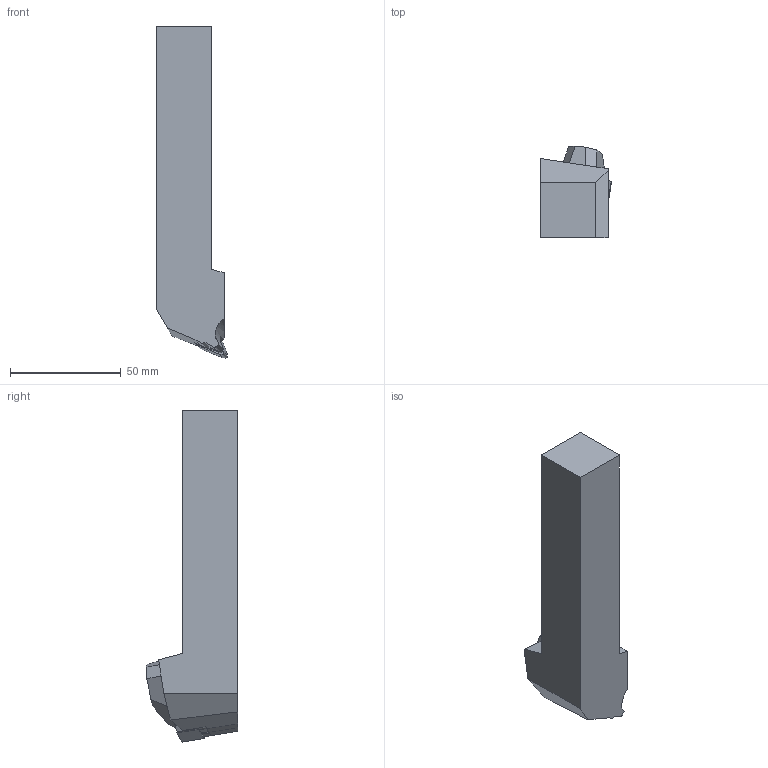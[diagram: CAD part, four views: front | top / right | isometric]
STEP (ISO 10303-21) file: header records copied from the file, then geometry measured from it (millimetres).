
FILE_DESCRIPTION(('CATIA V5 STEP Exchange','CAx-IF Rec.Pracs.--- Model Styling and Organization---1.2---2011-12-15'),'2;1');
FILE_NAME('[STPL] TZQNL 2525 M1410.stp','2019-09-05T06:37:34+00:00',('none'),('none'),'CATIA Version 5 Release 21 SP 5 (IN-10)','CATIA V5 STEP AP214','none');
FILE_SCHEMA(('AUTOMOTIVE_DESIGN { 1 0 10303 214 1 1 1 1 }'));
Length unit declared in the file: millimetre
Products named in the file (1): 630974471_0 Assembly [STP] TZQNL 2525 M1410
Bounding box: 32.04 x 41.52 x 150.04 mm (x, y, z)
Volume: 99875.9 mm3; surface area: 18885.9 mm2
Topology: 2 solids, 2 shells, 81 faces, 234 edges, 159 vertices
Faces by surface type: plane 64, cylinder 17
Entity records: 2674 total; most frequent: CARTESIAN_POINT 535, ORIENTED_EDGE 444, DIRECTION 388, EDGE_CURVE 222, VECTOR 191, LINE 191, VERTEX_POINT 146, AXIS2_PLACEMENT_3D 117
